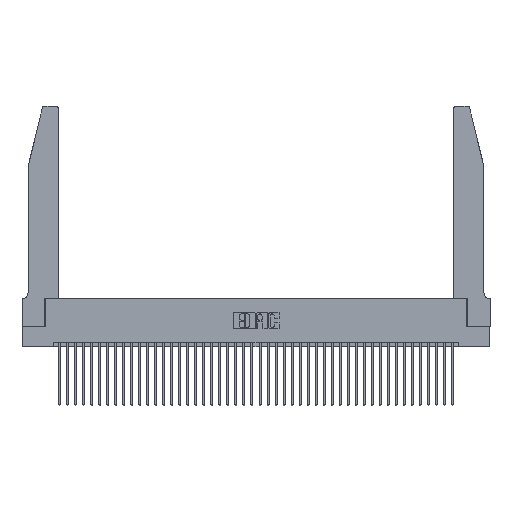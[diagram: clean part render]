
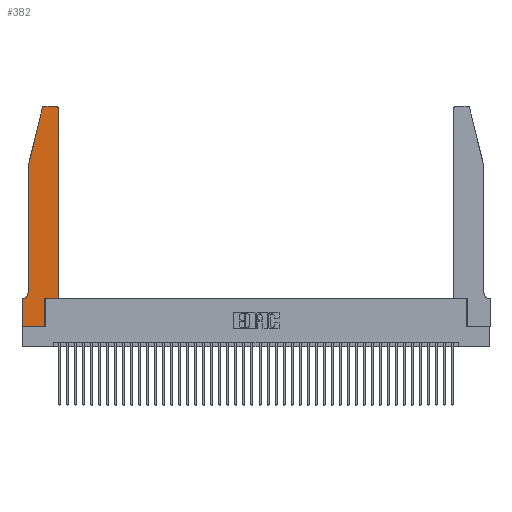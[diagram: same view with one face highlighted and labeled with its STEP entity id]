
A CAD part, top view. The second image highlights one B-rep face of the part: STEP entity #382.
In plain terms, the highlighted planar face has unit normal (0, 0, 1).
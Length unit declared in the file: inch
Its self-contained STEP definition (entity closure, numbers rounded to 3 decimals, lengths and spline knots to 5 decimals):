
#228 = CARTESIAN_POINT ( 'NONE',  ( 0.4505, 0.35, 0.37 ) ) ;
#382 = ADVANCED_FACE ( 'NONE', ( #27392 ), #8877, .T. ) ;
#559 = CARTESIAN_POINT ( 'NONE',  ( 0.2605, 2.75, 0.37 ) ) ;
#661 = LINE ( 'NONE', #30856, #16273 ) ;
#853 = DIRECTION ( 'NONE',  ( -1., 0., 0. ) ) ;
#871 = VERTEX_POINT ( 'NONE', #27549 ) ;
#968 = CARTESIAN_POINT ( 'NONE',  ( 0.4505, 0.35, 0.37 ) ) ;
#1009 = CARTESIAN_POINT ( 'NONE',  ( 0.0755, 2., 0.37 ) ) ;
#1471 = DIRECTION ( 'NONE',  ( -0.239, -0.971, 0. ) ) ;
#1938 = CARTESIAN_POINT ( 'NONE',  ( 0., 0.35, 0.37 ) ) ;
#2974 = EDGE_CURVE ( 'NONE', #15215, #25868, #36585, .T. ) ;
#3484 = VERTEX_POINT ( 'NONE', #23074 ) ;
#4455 = CARTESIAN_POINT ( 'NONE',  ( 0.0755, 0.35, 0.37 ) ) ;
#5653 = VERTEX_POINT ( 'NONE', #11312 ) ;
#5712 = VERTEX_POINT ( 'NONE', #21033 ) ;
#7909 = VECTOR ( 'NONE', #12811, 39.37008 ) ;
#8877 = PLANE ( 'NONE',  #19657 ) ;
#9014 = DIRECTION ( 'NONE',  ( 0., 0., 1. ) ) ;
#9047 = EDGE_CURVE ( 'NONE', #31601, #871, #24815, .T. ) ;
#9885 = DIRECTION ( 'NONE',  ( 0., -1., 0. ) ) ;
#10166 = CARTESIAN_POINT ( 'NONE',  ( 0.284, 2.72, 0.37 ) ) ;
#10807 = CIRCLE ( 'NONE', #18635, 0.07 ) ;
#10854 = VERTEX_POINT ( 'NONE', #38499 ) ;
#11022 = VECTOR ( 'NONE', #24625, 39.37008 ) ;
#11049 = LINE ( 'NONE', #1009, #27192 ) ;
#11220 = EDGE_LOOP ( 'NONE', ( #39612, #15323, #21193, #19414, #38821, #21751, #32160, #20684, #24658, #27629, #11886, #23276 ) ) ;
#11268 = CARTESIAN_POINT ( 'NONE',  ( 0.4505, 0.35, 0.37 ) ) ;
#11270 = DIRECTION ( 'NONE',  ( -1., 0., 0. ) ) ;
#11312 = CARTESIAN_POINT ( 'NONE',  ( 0.25487, 2.72718, 0.37 ) ) ;
#11886 = ORIENTED_EDGE ( 'NONE', *, *, #12717, .T. ) ;
#12588 = LINE ( 'NONE', #29581, #7909 ) ;
#12717 = EDGE_CURVE ( 'NONE', #35457, #15215, #29845, .T. ) ;
#12811 = DIRECTION ( 'NONE',  ( 1., 0., 0. ) ) ;
#13817 = DIRECTION ( 'NONE',  ( 1., 0., 0. ) ) ;
#13868 = LINE ( 'NONE', #4455, #14377 ) ;
#14171 = VECTOR ( 'NONE', #38111, 39.37008 ) ;
#14189 = DIRECTION ( 'NONE',  ( -1., 0., 0. ) ) ;
#14377 = VECTOR ( 'NONE', #11270, 39.37008 ) ;
#14566 = VERTEX_POINT ( 'NONE', #1938 ) ;
#14780 = DIRECTION ( 'NONE',  ( 0., 1., 0. ) ) ;
#15215 = VERTEX_POINT ( 'NONE', #23969 ) ;
#15323 = ORIENTED_EDGE ( 'NONE', *, *, #22767, .T. ) ;
#15729 = LINE ( 'NONE', #559, #39633 ) ;
#16273 = VECTOR ( 'NONE', #34196, 39.37008 ) ;
#16977 = VECTOR ( 'NONE', #14780, 39.37008 ) ;
#17820 = CARTESIAN_POINT ( 'NONE',  ( 0.2865, 0.35, 0.37 ) ) ;
#18635 = AXIS2_PLACEMENT_3D ( 'NONE', #31311, #35759, #14189 ) ;
#18797 = CARTESIAN_POINT ( 'NONE',  ( 0.0755, 2., 0.37 ) ) ;
#19414 = ORIENTED_EDGE ( 'NONE', *, *, #35797, .T. ) ;
#19657 = AXIS2_PLACEMENT_3D ( 'NONE', #25305, #9014, #22359 ) ;
#20684 = ORIENTED_EDGE ( 'NONE', *, *, #33806, .T. ) ;
#21033 = CARTESIAN_POINT ( 'NONE',  ( 0.0055, 0.35, 0.37 ) ) ;
#21193 = ORIENTED_EDGE ( 'NONE', *, *, #28928, .T. ) ;
#21751 = ORIENTED_EDGE ( 'NONE', *, *, #37702, .T. ) ;
#22359 = DIRECTION ( 'NONE',  ( 1., 0., 0. ) ) ;
#22767 = EDGE_CURVE ( 'NONE', #39883, #5653, #32154, .T. ) ;
#23074 = CARTESIAN_POINT ( 'NONE',  ( 0., 0., 0.37 ) ) ;
#23276 = ORIENTED_EDGE ( 'NONE', *, *, #2974, .T. ) ;
#23608 = CARTESIAN_POINT ( 'NONE',  ( 0.0755, 2., 0.37 ) ) ;
#23969 = CARTESIAN_POINT ( 'NONE',  ( 0.4505, 2.72, 0.37 ) ) ;
#24260 = CARTESIAN_POINT ( 'NONE',  ( 0.4205, 2.72, 0.37 ) ) ;
#24625 = DIRECTION ( 'NONE',  ( 1., 0., 0. ) ) ;
#24658 = ORIENTED_EDGE ( 'NONE', *, *, #9047, .T. ) ;
#24815 = LINE ( 'NONE', #17820, #16977 ) ;
#25305 = CARTESIAN_POINT ( 'NONE',  ( 0., 0.35, 0.37 ) ) ;
#25868 = VERTEX_POINT ( 'NONE', #35924 ) ;
#26008 = LINE ( 'NONE', #23608, #34816 ) ;
#27192 = VECTOR ( 'NONE', #1471, 39.37008 ) ;
#27392 = FACE_OUTER_BOUND ( 'NONE', #11220, .T. ) ;
#27437 = CARTESIAN_POINT ( 'NONE',  ( 0.2865, 0., 0.37 ) ) ;
#27549 = CARTESIAN_POINT ( 'NONE',  ( 0.2865, 0.35, 0.37 ) ) ;
#27629 = ORIENTED_EDGE ( 'NONE', *, *, #40468, .T. ) ;
#28596 = VERTEX_POINT ( 'NONE', #18797 ) ;
#28928 = EDGE_CURVE ( 'NONE', #5653, #28596, #11049, .T. ) ;
#29176 = EDGE_CURVE ( 'NONE', #14566, #3484, #661, .T. ) ;
#29408 = CARTESIAN_POINT ( 'NONE',  ( 0.284, 2.75, 0.37 ) ) ;
#29581 = CARTESIAN_POINT ( 'NONE',  ( 0., 0., 0.37 ) ) ;
#29845 = LINE ( 'NONE', #11268, #14171 ) ;
#30856 = CARTESIAN_POINT ( 'NONE',  ( 0., 0., 0.37 ) ) ;
#30870 = DIRECTION ( 'NONE',  ( 0., 0., 1. ) ) ;
#31280 = DIRECTION ( 'NONE',  ( 1., 0., 0. ) ) ;
#31311 = CARTESIAN_POINT ( 'NONE',  ( 0.0055, 0.42, 0.37 ) ) ;
#31601 = VERTEX_POINT ( 'NONE', #27437 ) ;
#32154 = CIRCLE ( 'NONE', #33736, 0.03 ) ;
#32160 = ORIENTED_EDGE ( 'NONE', *, *, #29176, .T. ) ;
#32455 = EDGE_CURVE ( 'NONE', #10854, #5712, #10807, .T. ) ;
#33736 = AXIS2_PLACEMENT_3D ( 'NONE', #10166, #34452, #31280 ) ;
#33806 = EDGE_CURVE ( 'NONE', #3484, #31601, #12588, .T. ) ;
#34196 = DIRECTION ( 'NONE',  ( 0., -1., 0. ) ) ;
#34452 = DIRECTION ( 'NONE',  ( 0., 0., 1. ) ) ;
#34500 = AXIS2_PLACEMENT_3D ( 'NONE', #24260, #30870, #13817 ) ;
#34816 = VECTOR ( 'NONE', #9885, 39.37008 ) ;
#35457 = VERTEX_POINT ( 'NONE', #228 ) ;
#35489 = LINE ( 'NONE', #968, #11022 ) ;
#35759 = DIRECTION ( 'NONE',  ( 0., 0., -1. ) ) ;
#35797 = EDGE_CURVE ( 'NONE', #28596, #10854, #26008, .T. ) ;
#35924 = CARTESIAN_POINT ( 'NONE',  ( 0.4205, 2.75, 0.37 ) ) ;
#36585 = CIRCLE ( 'NONE', #34500, 0.03 ) ;
#37702 = EDGE_CURVE ( 'NONE', #5712, #14566, #13868, .T. ) ;
#38111 = DIRECTION ( 'NONE',  ( 0., 1., 0. ) ) ;
#38499 = CARTESIAN_POINT ( 'NONE',  ( 0.0755, 0.42, 0.37 ) ) ;
#38821 = ORIENTED_EDGE ( 'NONE', *, *, #32455, .T. ) ;
#39612 = ORIENTED_EDGE ( 'NONE', *, *, #40074, .T. ) ;
#39633 = VECTOR ( 'NONE', #853, 39.37008 ) ;
#39883 = VERTEX_POINT ( 'NONE', #29408 ) ;
#40074 = EDGE_CURVE ( 'NONE', #25868, #39883, #15729, .T. ) ;
#40468 = EDGE_CURVE ( 'NONE', #871, #35457, #35489, .T. ) ;
